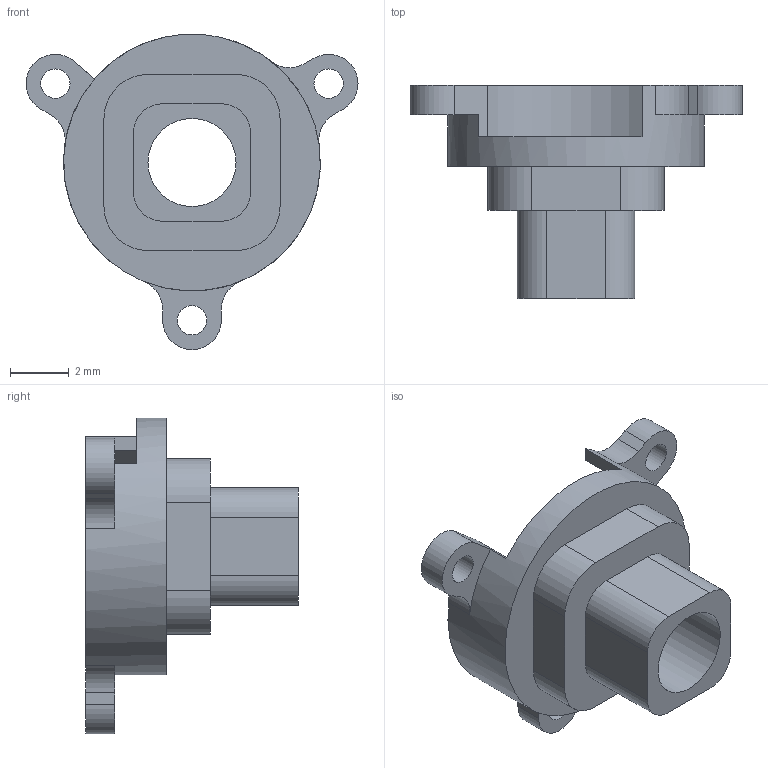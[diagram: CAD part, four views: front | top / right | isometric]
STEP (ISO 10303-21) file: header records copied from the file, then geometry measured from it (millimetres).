
FILE_DESCRIPTION(/* description */ (''),/* implementation_level */ '2;1');
FILE_NAME(/* name */ 'Miniscope_v4_Objective.step',/* time_stamp */ '2020-05-28T20:37:33-07:00',/* author */ (''),/* organization */ (''),/* preprocessor_version */ 'ST-DEVELOPER v18',/* originating_system */ 'Autodesk Translation Framework v8.12.0.6',/* authorisation */ '');
FILE_SCHEMA (('AUTOMOTIVE_DESIGN { 1 0 10303 214 3 1 1 }'));
Length unit declared in the file: millimetre
Products named in the file (1): Miniscope_v4_Objective
Bounding box: 11.31 x 7.25 x 10.74 mm (x, y, z)
Volume: 140.9 mm3; surface area: 369.4 mm2
Topology: 1 solids, 1 shells, 45 faces, 128 edges, 87 vertices
Faces by surface type: plane 23, cylinder 22
Full cylindrical faces by diameter (mm): 1 x3, 3 x1, 8.75 x1
Entity records: 1547 total; most frequent: DIRECTION 276, CARTESIAN_POINT 261, ORIENTED_EDGE 256, EDGE_CURVE 128, AXIS2_PLACEMENT_3D 102, VERTEX_POINT 87, LINE 72, VECTOR 72
